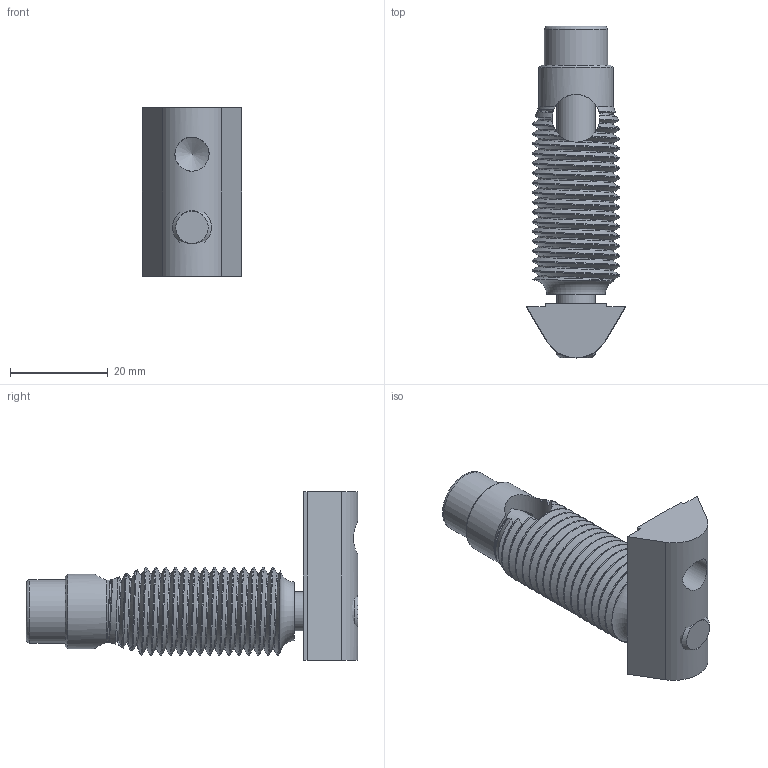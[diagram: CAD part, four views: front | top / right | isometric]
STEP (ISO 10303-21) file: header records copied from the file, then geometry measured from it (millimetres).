
FILE_DESCRIPTION(/* description */ (''),/* implementation_level */ '2;1');
FILE_NAME(/* name */ '12517_KriTec_Automatikverbindungssatz_12.stp',/* time_stamp */ '2015-06-17T10:40:33+02:00',/* author */ ('kostic'),/* organization */ (''),/* preprocessor_version */ 'ST-DEVELOPER v15.2',/* originating_system */ 'Autodesk Inventor 2014',/* authorisation */ '');
FILE_SCHEMA (('CONFIG_CONTROL_DESIGN'));
Length unit declared in the file: millimetre
Products named in the file (4): 096980_U_TAB_096988S04; 099GS121_099GS121; cap screw ISO 4762 M8x60 - 10.9_ISO 4762 M8 ; 12517_KriTec_Automatikverbindungssatz_12
Assembly tree (3 placements, depth 2):
  12517_KriTec_Automatikverbindungssatz_12
    096980_U_TAB_096988S04
    099GS121_099GS121
    cap screw ISO 4762 M8x60 - 10.9_ISO 4762 M8 
Bounding box: 20.3 x 68 x 34.5 mm (x, y, z)
Volume: 14879.2 mm3; surface area: 9688.3 mm2
Topology: 3 solids, 3 shells, 100 faces, 322 edges, 228 vertices
Faces by surface type: plane 51, bspline 23, cylinder 14, cone 9, torus 3
Full cylindrical faces by diameter (mm): 6.8 x1, 7 x1, 8 x2, 9.8 x1, 10.5 x1, 13 x1, 15.3 x1
Entity records: 38577 total; most frequent: CARTESIAN_POINT 36088, ORIENTED_EDGE 606, DIRECTION 346, EDGE_CURVE 303, VERTEX_POINT 224, B_SPLINE_CURVE_WITH_KNOTS 141, AXIS2_PLACEMENT_3D 125, EDGE_LOOP 123
